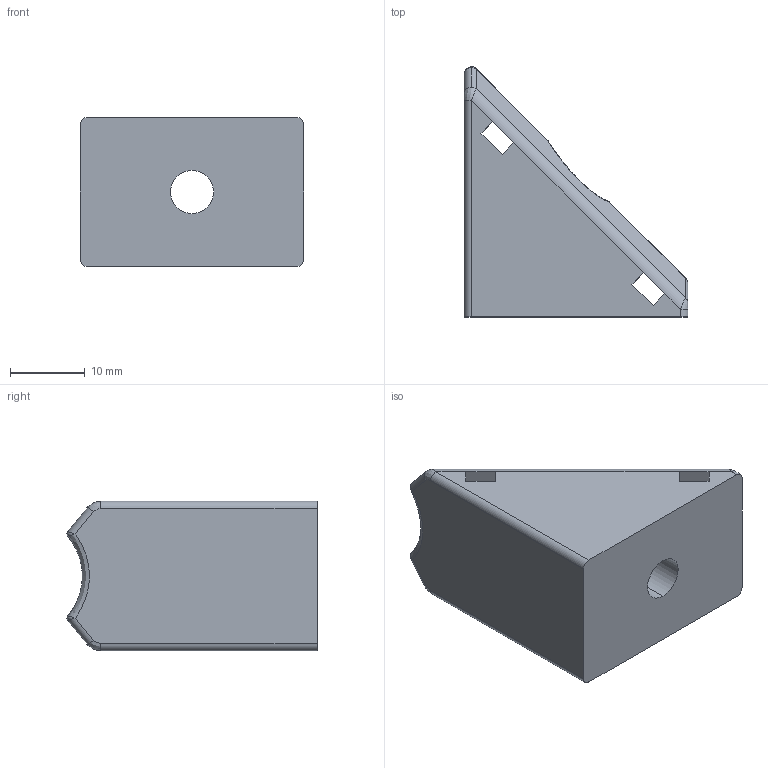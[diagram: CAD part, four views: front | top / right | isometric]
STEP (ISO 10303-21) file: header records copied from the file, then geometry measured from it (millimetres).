
FILE_DESCRIPTION (( 'USING AP203' ), '1' );
FILE_NAME ('x-top-wire-support.STEP', '2024-07-05T14:51:42', ( '' ), ( '' ), '', '', '' );
FILE_SCHEMA (( 'CONFIG_CONTROL_DESIGN' ));
Length unit declared in the file: millimetre
Products named in the file (1): x-top-wire-support
Bounding box: 30 x 33.52 x 20 mm (x, y, z)
Volume: 8713.3 mm3; surface area: 4133.2 mm2
Topology: 1 solids, 1 shells, 62 faces, 156 edges, 88 vertices
Faces by surface type: cylinder 24, bspline 18, plane 16, sphere 4
Entity records: 2541 total; most frequent: CARTESIAN_POINT 1159, ORIENTED_EDGE 304, DIRECTION 238, EDGE_CURVE 152, VERTEX_POINT 88, AXIS2_PLACEMENT_3D 85, VECTOR 68, LINE 68
